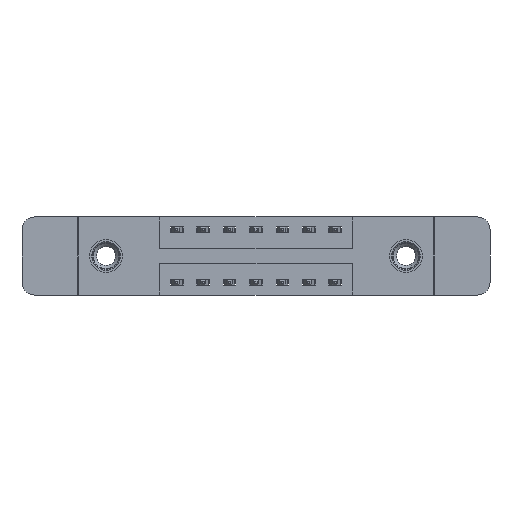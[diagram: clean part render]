
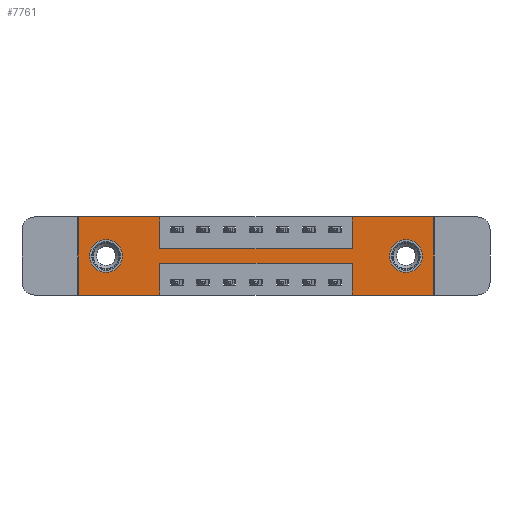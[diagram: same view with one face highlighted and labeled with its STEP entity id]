
A CAD part, front view. The second image highlights one B-rep face of the part: STEP entity #7761.
In plain terms, the highlighted planar face has unit normal (0, -1, 0).
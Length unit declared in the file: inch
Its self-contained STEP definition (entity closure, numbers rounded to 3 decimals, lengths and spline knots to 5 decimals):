
#29 = EDGE_CURVE ( 'NONE', #5377, #924, #1881, .T. ) ;
#243 = ORIENTED_EDGE ( 'NONE', *, *, #12228, .F. ) ;
#281 = LINE ( 'NONE', #11775, #13108 ) ;
#315 = VERTEX_POINT ( 'NONE', #9130 ) ;
#467 = ORIENTED_EDGE ( 'NONE', *, *, #29, .F. ) ;
#612 = CARTESIAN_POINT ( 'NONE',  ( 0., 0., -0.37 ) ) ;
#759 = ORIENTED_EDGE ( 'NONE', *, *, #9457, .F. ) ;
#924 = VERTEX_POINT ( 'NONE', #5758 ) ;
#1020 = DIRECTION ( 'NONE',  ( 0., 0., -1. ) ) ;
#1213 = CARTESIAN_POINT ( 'NONE',  ( 1.685, 0., 0. ) ) ;
#1279 = AXIS2_PLACEMENT_3D ( 'NONE', #7086, #10568, #7170 ) ;
#1322 = DIRECTION ( 'NONE',  ( 0., 1., 0. ) ) ;
#1323 = EDGE_CURVE ( 'NONE', #6772, #5377, #13792, .T. ) ;
#1564 = CARTESIAN_POINT ( 'NONE',  ( 0.3875, 0., -0.15 ) ) ;
#1870 = CARTESIAN_POINT ( 'NONE',  ( 1.2975, 0., -0.37 ) ) ;
#1881 = LINE ( 'NONE', #7690, #14229 ) ;
#2158 = VECTOR ( 'NONE', #9564, 39.37008 ) ;
#2223 = CARTESIAN_POINT ( 'NONE',  ( 0., 0., 0. ) ) ;
#2254 = CARTESIAN_POINT ( 'NONE',  ( 1.5525, 0., -0.263 ) ) ;
#2543 = DIRECTION ( 'NONE',  ( 0., 0., -1. ) ) ;
#2546 = VECTOR ( 'NONE', #6860, 39.37008 ) ;
#2547 = DIRECTION ( 'NONE',  ( 0., 0., -1. ) ) ;
#2613 = DIRECTION ( 'NONE',  ( 0., 1., 0. ) ) ;
#2709 = EDGE_CURVE ( 'NONE', #8680, #8896, #13333, .T. ) ;
#2793 = CARTESIAN_POINT ( 'NONE',  ( 0.3875, 0., 0. ) ) ;
#2801 = EDGE_LOOP ( 'NONE', ( #11580, #13740, #11183, #759, #3736, #12706, #11461, #4854, #243, #9326, #13598, #467 ) ) ;
#2829 = VERTEX_POINT ( 'NONE', #10253 ) ;
#2960 = EDGE_CURVE ( 'NONE', #924, #9910, #6166, .T. ) ;
#2973 = CARTESIAN_POINT ( 'NONE',  ( 0.3875, 0., -0.22 ) ) ;
#2982 = DIRECTION ( 'NONE',  ( 1., 0., 0. ) ) ;
#3019 = AXIS2_PLACEMENT_3D ( 'NONE', #11549, #9272, #12894 ) ;
#3114 = DIRECTION ( 'NONE',  ( -1., 0., 0. ) ) ;
#3179 = AXIS2_PLACEMENT_3D ( 'NONE', #612, #11109, #4293 ) ;
#3257 = EDGE_CURVE ( 'NONE', #12165, #2829, #8790, .T. ) ;
#3513 = CIRCLE ( 'NONE', #11501, 0.078 ) ;
#3670 = CARTESIAN_POINT ( 'NONE',  ( 0.3875, 0., -0.37 ) ) ;
#3736 = ORIENTED_EDGE ( 'NONE', *, *, #3257, .F. ) ;
#3899 = DIRECTION ( 'NONE',  ( 0., 0., 1. ) ) ;
#4137 = CARTESIAN_POINT ( 'NONE',  ( 1.5525, 0., -0.107 ) ) ;
#4220 = PLANE ( 'NONE',  #3179 ) ;
#4293 = DIRECTION ( 'NONE',  ( 0., 0., -1. ) ) ;
#4854 = ORIENTED_EDGE ( 'NONE', *, *, #2709, .F. ) ;
#5193 = CARTESIAN_POINT ( 'NONE',  ( 1.5525, 0., -0.185 ) ) ;
#5263 = EDGE_CURVE ( 'NONE', #12560, #12475, #6404, .T. ) ;
#5377 = VERTEX_POINT ( 'NONE', #12431 ) ;
#5390 = EDGE_CURVE ( 'NONE', #9292, #6772, #13326, .T. ) ;
#5584 = DIRECTION ( 'NONE',  ( -1., 0., 0. ) ) ;
#5637 = VECTOR ( 'NONE', #11526, 39.37008 ) ;
#5758 = CARTESIAN_POINT ( 'NONE',  ( 0., 0., -0.37 ) ) ;
#6097 = EDGE_CURVE ( 'NONE', #9910, #12842, #9197, .T. ) ;
#6119 = EDGE_CURVE ( 'NONE', #10275, #13470, #11720, .T. ) ;
#6166 = LINE ( 'NONE', #10777, #2158 ) ;
#6404 = CIRCLE ( 'NONE', #13866, 0.078 ) ;
#6495 = FACE_OUTER_BOUND ( 'NONE', #2801, .T. ) ;
#6516 = CARTESIAN_POINT ( 'NONE',  ( 1.2975, 0., -0.37 ) ) ;
#6574 = EDGE_CURVE ( 'NONE', #12475, #12560, #3513, .T. ) ;
#6682 = CARTESIAN_POINT ( 'NONE',  ( 0.3875, 0., -0.22 ) ) ;
#6772 = VERTEX_POINT ( 'NONE', #6682 ) ;
#6860 = DIRECTION ( 'NONE',  ( 1., 0., 0. ) ) ;
#6890 = VECTOR ( 'NONE', #3114, 39.37008 ) ;
#7007 = EDGE_CURVE ( 'NONE', #10300, #9292, #11998, .T. ) ;
#7086 = CARTESIAN_POINT ( 'NONE',  ( 0.1325, 0., -0.185 ) ) ;
#7139 = LINE ( 'NONE', #8260, #5637 ) ;
#7170 = DIRECTION ( 'NONE',  ( 0., 0., 1. ) ) ;
#7480 = FACE_BOUND ( 'NONE', #13838, .T. ) ;
#7690 = CARTESIAN_POINT ( 'NONE',  ( 0., 0., -0.37 ) ) ;
#7761 = ADVANCED_FACE ( 'NONE', ( #10882, #7480, #6495 ), #4220, .T. ) ;
#7989 = DIRECTION ( 'NONE',  ( -1., 0., 0. ) ) ;
#8023 = CARTESIAN_POINT ( 'NONE',  ( 0.1325, 0., -0.263 ) ) ;
#8070 = CARTESIAN_POINT ( 'NONE',  ( 0., 0., 0. ) ) ;
#8188 = CARTESIAN_POINT ( 'NONE',  ( 0.1325, 0., -0.107 ) ) ;
#8260 = CARTESIAN_POINT ( 'NONE',  ( 0., 0., 0. ) ) ;
#8680 = VERTEX_POINT ( 'NONE', #14298 ) ;
#8790 = LINE ( 'NONE', #10153, #9641 ) ;
#8874 = EDGE_CURVE ( 'NONE', #315, #12165, #7139, .T. ) ;
#8896 = VERTEX_POINT ( 'NONE', #9465 ) ;
#9130 = CARTESIAN_POINT ( 'NONE',  ( 1.2975, 0., 0. ) ) ;
#9197 = LINE ( 'NONE', #8070, #2546 ) ;
#9259 = CARTESIAN_POINT ( 'NONE',  ( 0.3875, 0., 0. ) ) ;
#9272 = DIRECTION ( 'NONE',  ( 0., 1., 0. ) ) ;
#9292 = VERTEX_POINT ( 'NONE', #13494 ) ;
#9322 = VECTOR ( 'NONE', #2547, 39.37008 ) ;
#9326 = ORIENTED_EDGE ( 'NONE', *, *, #6097, .F. ) ;
#9443 = LINE ( 'NONE', #2793, #13112 ) ;
#9457 = EDGE_CURVE ( 'NONE', #2829, #10300, #13787, .T. ) ;
#9465 = CARTESIAN_POINT ( 'NONE',  ( 1.2975, 0., -0.15 ) ) ;
#9564 = DIRECTION ( 'NONE',  ( 0., 0., 1. ) ) ;
#9641 = VECTOR ( 'NONE', #13539, 39.37008 ) ;
#9724 = EDGE_LOOP ( 'NONE', ( #14706, #13674 ) ) ;
#9784 = ORIENTED_EDGE ( 'NONE', *, *, #6119, .T. ) ;
#9910 = VERTEX_POINT ( 'NONE', #2223 ) ;
#10153 = CARTESIAN_POINT ( 'NONE',  ( 1.685, 0., 0. ) ) ;
#10253 = CARTESIAN_POINT ( 'NONE',  ( 1.685, 0., -0.37 ) ) ;
#10275 = VERTEX_POINT ( 'NONE', #8023 ) ;
#10300 = VERTEX_POINT ( 'NONE', #6516 ) ;
#10568 = DIRECTION ( 'NONE',  ( 0., 1., 0. ) ) ;
#10777 = CARTESIAN_POINT ( 'NONE',  ( 0., 0., 0. ) ) ;
#10867 = VECTOR ( 'NONE', #2982, 39.37008 ) ;
#10882 = FACE_BOUND ( 'NONE', #9724, .T. ) ;
#11109 = DIRECTION ( 'NONE',  ( 0., -1., 0. ) ) ;
#11178 = CIRCLE ( 'NONE', #1279, 0.078 ) ;
#11183 = ORIENTED_EDGE ( 'NONE', *, *, #7007, .F. ) ;
#11266 = VECTOR ( 'NONE', #14462, 39.37008 ) ;
#11317 = EDGE_CURVE ( 'NONE', #13470, #10275, #11178, .T. ) ;
#11461 = ORIENTED_EDGE ( 'NONE', *, *, #13890, .F. ) ;
#11501 = AXIS2_PLACEMENT_3D ( 'NONE', #11675, #1322, #1020 ) ;
#11526 = DIRECTION ( 'NONE',  ( 1., 0., 0. ) ) ;
#11549 = CARTESIAN_POINT ( 'NONE',  ( 0.1325, 0., -0.185 ) ) ;
#11580 = ORIENTED_EDGE ( 'NONE', *, *, #1323, .F. ) ;
#11675 = CARTESIAN_POINT ( 'NONE',  ( 1.5525, 0., -0.185 ) ) ;
#11720 = CIRCLE ( 'NONE', #3019, 0.078 ) ;
#11775 = CARTESIAN_POINT ( 'NONE',  ( 1.2975, 0., 0. ) ) ;
#11905 = VECTOR ( 'NONE', #7989, 39.37008 ) ;
#11934 = DIRECTION ( 'NONE',  ( 0., 0., -1. ) ) ;
#11998 = LINE ( 'NONE', #1870, #11266 ) ;
#12165 = VERTEX_POINT ( 'NONE', #1213 ) ;
#12228 = EDGE_CURVE ( 'NONE', #12842, #8680, #9443, .T. ) ;
#12431 = CARTESIAN_POINT ( 'NONE',  ( 0.3875, 0., -0.37 ) ) ;
#12475 = VERTEX_POINT ( 'NONE', #4137 ) ;
#12560 = VERTEX_POINT ( 'NONE', #2254 ) ;
#12706 = ORIENTED_EDGE ( 'NONE', *, *, #8874, .F. ) ;
#12842 = VERTEX_POINT ( 'NONE', #9259 ) ;
#12894 = DIRECTION ( 'NONE',  ( 0., 0., 1. ) ) ;
#13007 = ORIENTED_EDGE ( 'NONE', *, *, #11317, .T. ) ;
#13108 = VECTOR ( 'NONE', #3899, 39.37008 ) ;
#13112 = VECTOR ( 'NONE', #11934, 39.37008 ) ;
#13326 = LINE ( 'NONE', #2973, #6890 ) ;
#13333 = LINE ( 'NONE', #1564, #10867 ) ;
#13470 = VERTEX_POINT ( 'NONE', #8188 ) ;
#13494 = CARTESIAN_POINT ( 'NONE',  ( 1.2975, 0., -0.22 ) ) ;
#13539 = DIRECTION ( 'NONE',  ( 0., 0., -1. ) ) ;
#13563 = CARTESIAN_POINT ( 'NONE',  ( 0., 0., -0.37 ) ) ;
#13598 = ORIENTED_EDGE ( 'NONE', *, *, #2960, .F. ) ;
#13674 = ORIENTED_EDGE ( 'NONE', *, *, #5263, .T. ) ;
#13740 = ORIENTED_EDGE ( 'NONE', *, *, #5390, .F. ) ;
#13787 = LINE ( 'NONE', #13563, #11905 ) ;
#13792 = LINE ( 'NONE', #3670, #9322 ) ;
#13838 = EDGE_LOOP ( 'NONE', ( #13007, #9784 ) ) ;
#13866 = AXIS2_PLACEMENT_3D ( 'NONE', #5193, #2613, #2543 ) ;
#13890 = EDGE_CURVE ( 'NONE', #8896, #315, #281, .T. ) ;
#14229 = VECTOR ( 'NONE', #5584, 39.37008 ) ;
#14298 = CARTESIAN_POINT ( 'NONE',  ( 0.3875, 0., -0.15 ) ) ;
#14462 = DIRECTION ( 'NONE',  ( 0., 0., 1. ) ) ;
#14706 = ORIENTED_EDGE ( 'NONE', *, *, #6574, .T. ) ;
